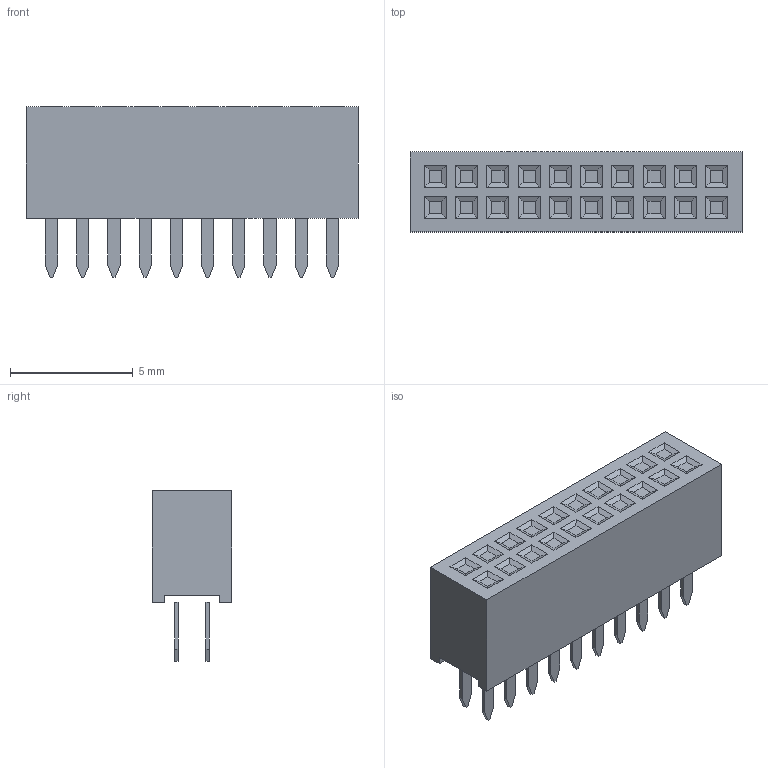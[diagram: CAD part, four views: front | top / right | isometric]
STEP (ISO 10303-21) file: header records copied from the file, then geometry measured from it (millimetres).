
FILE_DESCRIPTION((''),'2;1');
FILE_NAME('HARWIN_M50-3001045.stp','2009-07-02T15:34:03',(''),(''),'Mechanical Desktop 2006','Mechanical Desktop 2006',', , ');
FILE_SCHEMA(('AUTOMOTIVE_DESIGN { 1 2 10303 214 0 1 1 1 }'));
Length unit declared in the file: millimetre
Products named in the file (1): Product
Bounding box: 13.5 x 3.25 x 6.95 mm (x, y, z)
Volume: 192.8 mm3; surface area: 345.5 mm2
Topology: 41 solids, 41 shells, 450 faces, 1024 edges, 656 vertices
Faces by surface type: plane 450
Entity records: 12340 total; most frequent: CARTESIAN_POINT 2131, ORIENTED_EDGE 2048, DIRECTION 1926, VECTOR 1024, LINE 1024, EDGE_CURVE 1024, VERTEX_POINT 656, EDGE_LOOP 490
